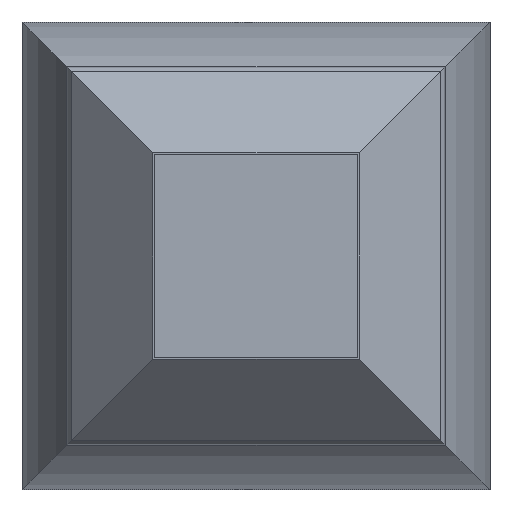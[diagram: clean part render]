
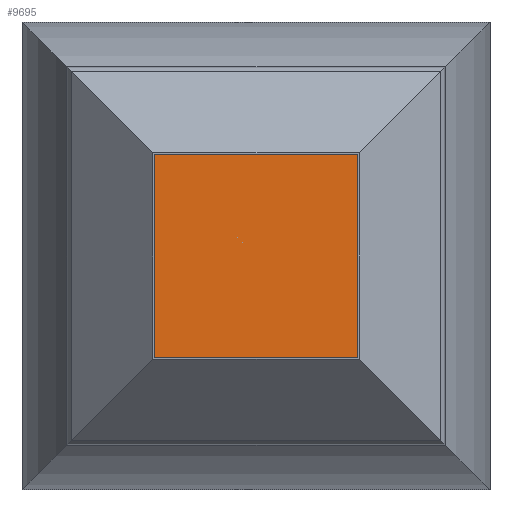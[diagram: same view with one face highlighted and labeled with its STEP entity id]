
A CAD part, front view. The second image highlights one B-rep face of the part: STEP entity #9695.
In plain terms, the highlighted planar face has unit normal (0, -1, 0).
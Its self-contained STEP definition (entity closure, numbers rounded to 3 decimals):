
#295 = EDGE_CURVE ( 'NONE', #1562, #1269, #7463, .T. ) ;
#523 = DIRECTION ( 'NONE',  ( 1., 0., 0. ) ) ;
#706 = DIRECTION ( 'NONE',  ( 0., 0., 1. ) ) ;
#987 = ORIENTED_EDGE ( 'NONE', *, *, #295, .F. ) ;
#1269 = VERTEX_POINT ( 'NONE', #10102 ) ;
#1562 = VERTEX_POINT ( 'NONE', #15690 ) ;
#1952 = LINE ( 'NONE', #12572, #14471 ) ;
#3971 = DIRECTION ( 'NONE',  ( 0., 1., 0. ) ) ;
#4068 = CARTESIAN_POINT ( 'NONE',  ( 6.5, -450., 6.5 ) ) ;
#4238 = FACE_OUTER_BOUND ( 'NONE', #5885, .T. ) ;
#4251 = VERTEX_POINT ( 'NONE', #12336 ) ;
#4446 = CARTESIAN_POINT ( 'NONE',  ( 6.5, -450., -6.5 ) ) ;
#4663 = CARTESIAN_POINT ( 'NONE',  ( -6.5, -450., -6.5 ) ) ;
#4994 = EDGE_CURVE ( 'NONE', #1269, #14539, #1952, .T. ) ;
#5312 = ORIENTED_EDGE ( 'NONE', *, *, #4994, .F. ) ;
#5885 = EDGE_LOOP ( 'NONE', ( #10421, #5312, #987, #8442 ) ) ;
#6316 = VECTOR ( 'NONE', #10542, 1000. ) ;
#6442 = CARTESIAN_POINT ( 'NONE',  ( 0., -450., 0. ) ) ;
#6563 = CARTESIAN_POINT ( 'NONE',  ( -6.5, -450., -6.5 ) ) ;
#7463 = LINE ( 'NONE', #6563, #11280 ) ;
#7588 = DIRECTION ( 'NONE',  ( 0., 0., 1. ) ) ;
#8408 = DIRECTION ( 'NONE',  ( -1., 0., 0. ) ) ;
#8442 = ORIENTED_EDGE ( 'NONE', *, *, #12037, .F. ) ;
#8935 = VECTOR ( 'NONE', #8408, 1000. ) ;
#9695 = ADVANCED_FACE ( 'NONE', ( #4238 ), #11332, .F. ) ;
#10102 = CARTESIAN_POINT ( 'NONE',  ( -6.5, -450., 6.5 ) ) ;
#10421 = ORIENTED_EDGE ( 'NONE', *, *, #10835, .F. ) ;
#10542 = DIRECTION ( 'NONE',  ( 0., 0., -1. ) ) ;
#10835 = EDGE_CURVE ( 'NONE', #14539, #4251, #12189, .T. ) ;
#11280 = VECTOR ( 'NONE', #706, 1000. ) ;
#11332 = PLANE ( 'NONE',  #13329 ) ;
#12037 = EDGE_CURVE ( 'NONE', #4251, #1562, #15370, .T. ) ;
#12189 = LINE ( 'NONE', #4446, #6316 ) ;
#12336 = CARTESIAN_POINT ( 'NONE',  ( 6.5, -450., -6.5 ) ) ;
#12572 = CARTESIAN_POINT ( 'NONE',  ( -6.5, -450., 6.5 ) ) ;
#13329 = AXIS2_PLACEMENT_3D ( 'NONE', #6442, #3971, #7588 ) ;
#14471 = VECTOR ( 'NONE', #523, 1000. ) ;
#14539 = VERTEX_POINT ( 'NONE', #4068 ) ;
#15370 = LINE ( 'NONE', #4663, #8935 ) ;
#15690 = CARTESIAN_POINT ( 'NONE',  ( -6.5, -450., -6.5 ) ) ;
